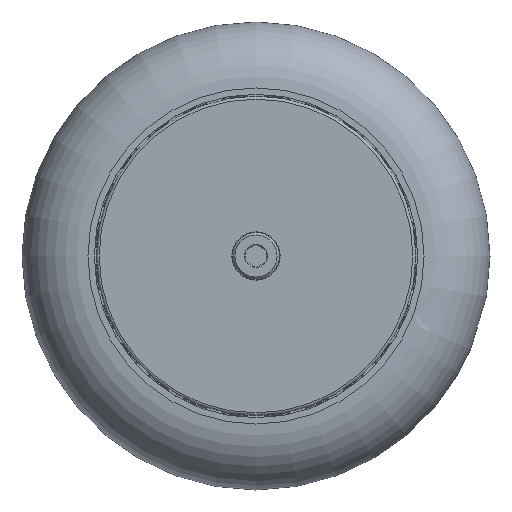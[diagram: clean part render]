
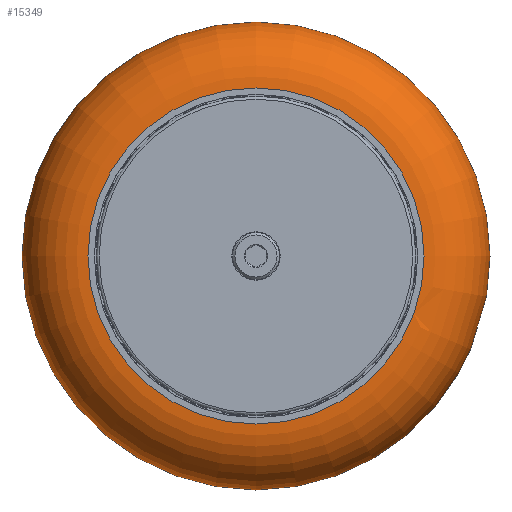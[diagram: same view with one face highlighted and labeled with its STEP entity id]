
A CAD part, front view. The second image highlights one B-rep face of the part: STEP entity #15349.
In plain terms, the highlighted toroidal (fillet/blend) face has major radius 25.082 mm and minor radius 9.842 mm.
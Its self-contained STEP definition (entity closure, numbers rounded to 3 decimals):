
#173=FACE_BOUND('',#2995,.T.);
#243=TOROIDAL_SURFACE('',#16659,25.083,9.843);
#716=CIRCLE('',#16118,26.448);
#1012=CIRCLE('',#16660,25.083);
#1013=CIRCLE('',#16661,9.843);
#1014=CIRCLE('',#16662,25.083);
#2031=FACE_OUTER_BOUND('',#2994,.T.);
#2994=EDGE_LOOP('',(#11416,#11417,#11418,#11419));
#2995=EDGE_LOOP('',(#11420,#11421,#11422));
#5709=B_SPLINE_CURVE_WITH_KNOTS('',3,(#22919,#22920,#22921,#22922),
 .UNSPECIFIED.,.F.,.F.,(4,4),(1.386,1.471),
 .UNSPECIFIED.);
#5710=B_SPLINE_CURVE_WITH_KNOTS('',3,(#22941,#22942,#22943,#22944),
 .UNSPECIFIED.,.F.,.F.,(4,4),(5.004,5.09),
 .UNSPECIFIED.);
#6057=VERTEX_POINT('',#22917);
#6058=VERTEX_POINT('',#22918);
#6062=VERTEX_POINT('',#22931);
#6551=VERTEX_POINT('',#25341);
#6552=VERTEX_POINT('',#25343);
#7552=EDGE_CURVE('',#6057,#6058,#5709,.T.);
#7557=EDGE_CURVE('',#6062,#6057,#716,.T.);
#7562=EDGE_CURVE('',#6058,#6062,#5710,.T.);
#8293=EDGE_CURVE('',#6551,#6551,#1012,.T.);
#8294=EDGE_CURVE('',#6551,#6552,#1013,.T.);
#8295=EDGE_CURVE('',#6552,#6552,#1014,.T.);
#11416=ORIENTED_EDGE('',*,*,#8293,.F.);
#11417=ORIENTED_EDGE('',*,*,#8294,.T.);
#11418=ORIENTED_EDGE('',*,*,#8295,.T.);
#11419=ORIENTED_EDGE('',*,*,#8294,.F.);
#11420=ORIENTED_EDGE('',*,*,#7557,.T.);
#11421=ORIENTED_EDGE('',*,*,#7552,.T.);
#11422=ORIENTED_EDGE('',*,*,#7562,.T.);
#15349=ADVANCED_FACE('',(#2031,#173),#243,.T.);
#16118=AXIS2_PLACEMENT_3D('',#22932,#18071,#18072);
#16659=AXIS2_PLACEMENT_3D('',#25340,#19544,#19545);
#16660=AXIS2_PLACEMENT_3D('',#25342,#19546,#19547);
#16661=AXIS2_PLACEMENT_3D('',#25344,#19548,#19549);
#16662=AXIS2_PLACEMENT_3D('',#25345,#19550,#19551);
#18071=DIRECTION('center_axis',(0.,-1.,0.));
#18072=DIRECTION('ref_axis',(0.,0.,-1.));
#19544=DIRECTION('center_axis',(0.,-1.,0.));
#19545=DIRECTION('ref_axis',(0.,0.,-1.));
#19546=DIRECTION('center_axis',(0.,-1.,0.));
#19547=DIRECTION('ref_axis',(1.,0.,0.));
#19548=DIRECTION('center_axis',(-1.,0.,0.));
#19549=DIRECTION('ref_axis',(0.,0.,1.));
#19550=DIRECTION('center_axis',(0.,-1.,0.));
#19551=DIRECTION('ref_axis',(1.,0.,0.));
#22917=CARTESIAN_POINT('',(59.527,11.632,-9.723));
#22918=CARTESIAN_POINT('',(58.631,11.711,-9.817));
#22919=CARTESIAN_POINT('Ctrl Pts',(59.527,11.632,-9.723));
#22920=CARTESIAN_POINT('Ctrl Pts',(59.225,11.67,-9.755));
#22921=CARTESIAN_POINT('Ctrl Pts',(58.925,11.696,-9.786));
#22922=CARTESIAN_POINT('Ctrl Pts',(58.631,11.711,-9.817));
#22931=CARTESIAN_POINT('',(59.186,11.632,-10.544));
#22932=CARTESIAN_POINT('Origin',(34.93,11.632,0.));
#22941=CARTESIAN_POINT('Ctrl Pts',(58.631,11.711,-9.817));
#22942=CARTESIAN_POINT('Ctrl Pts',(58.813,11.696,-10.055));
#22943=CARTESIAN_POINT('Ctrl Pts',(58.999,11.67,-10.299));
#22944=CARTESIAN_POINT('Ctrl Pts',(59.186,11.632,-10.544));
#25340=CARTESIAN_POINT('Origin',(34.93,1.885,0.));
#25341=CARTESIAN_POINT('',(34.93,-7.958,25.083));
#25342=CARTESIAN_POINT('Origin',(34.93,-7.958,0.));
#25343=CARTESIAN_POINT('',(34.93,11.727,25.083));
#25344=CARTESIAN_POINT('Origin',(34.93,1.885,25.083));
#25345=CARTESIAN_POINT('Origin',(34.93,11.727,0.));
